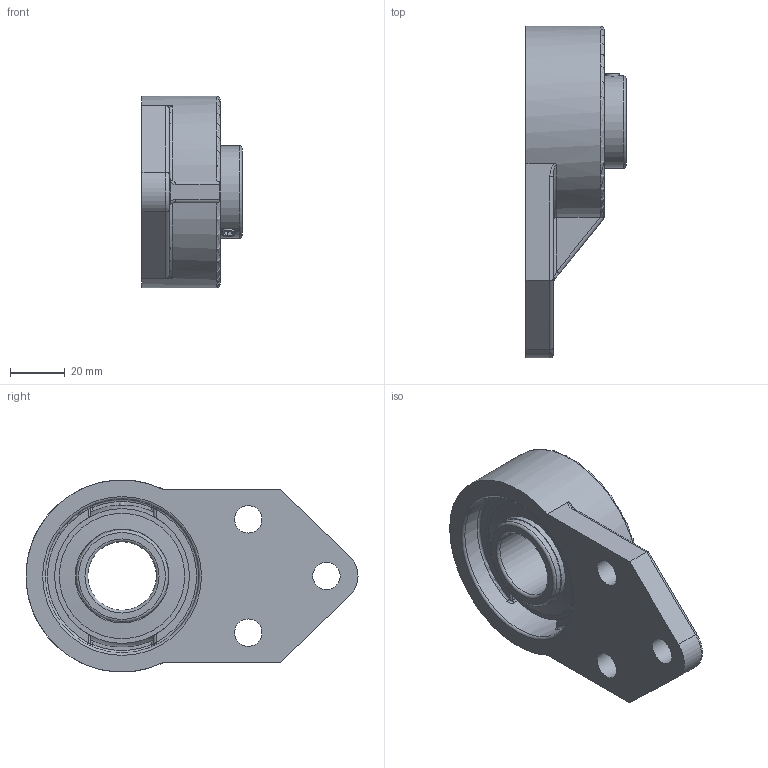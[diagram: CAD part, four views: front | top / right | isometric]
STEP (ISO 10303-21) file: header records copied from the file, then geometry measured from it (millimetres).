
FILE_DESCRIPTION(/* description */ ('Alibre Inc.'),/* implementation_level */ '2;1');
FILE_NAME(/* name */ 'export-CF31E8C6-D230-4553-AC7C-9E0943835EAD',/* time_stamp */ '2020-05-29T10:34:58-07:00',/* author */ (''),/* organization */ (''),/* preprocessor_version */ 'ST-DEVELOPER v17',/* originating_system */ 'Alibre',/* authorisation */ '');
FILE_SCHEMA (('CONFIG_CONTROL_DESIGN'));
Length unit declared in the file: inch
Bounding box: 36.5 x 121 x 69.9 mm (x, y, z)
Volume: 94511.4 mm3; surface area: 40673.1 mm2
Topology: 16 solids, 16 shells, 140 faces, 338 edges, 208 vertices
Faces by surface type: cylinder 46, plane 46, torus 16, sphere 16, bspline 10, cone 6
Full cylindrical faces by diameter (mm): 4.917 x4, 10 x3, 25 x1, 33.655 x2, 33.68 x2, 34.188 x2, 45.72 x4, 56.126 x1, 60.25 x1
Entity records: 5480 total; most frequent: CARTESIAN_POINT 2181, DIRECTION 503, ORIENTED_EDGE 462, AXIS2_PLACEMENT_3D 239, EDGE_CURVE 231, FACE_BOUND 187, EDGE_LOOP 178, VERTEX_POINT 170
